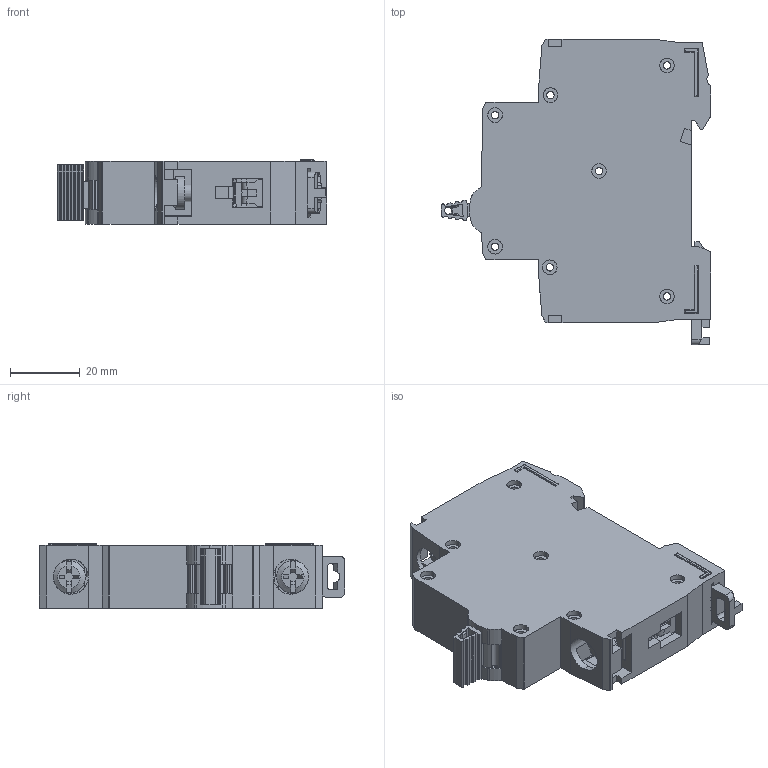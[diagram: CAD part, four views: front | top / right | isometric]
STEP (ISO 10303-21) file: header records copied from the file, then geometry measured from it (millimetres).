
FILE_DESCRIPTION (( 'STEP AP203' ), '1' );
FILE_NAME ('GMCB-1B-32.step', '2020-06-16T19:20:06', ( '' ), ( '' ), 'SwSTEP 2.0', 'SolidWorks 2019', '' );
FILE_SCHEMA (( 'CONFIG_CONTROL_DESIGN' ));
Length unit declared in the file: millimetre
Products named in the file (1): GMCB-1B-32
Bounding box: 77 x 87.32 x 18.4 mm (x, y, z)
Volume: 70613.6 mm3; surface area: 28473.3 mm2
Topology: 10 solids, 10 shells, 1228 faces, 3570 edges, 2320 vertices
Faces by surface type: plane 807, cylinder 360, bspline 53, cone 8
Entity records: 43163 total; most frequent: CARTESIAN_POINT 10954, ORIENTED_EDGE 7058, DIRECTION 6285, EDGE_CURVE 3529, LINE 2599, VECTOR 2599, VERTEX_POINT 2320, AXIS2_PLACEMENT_3D 1843
